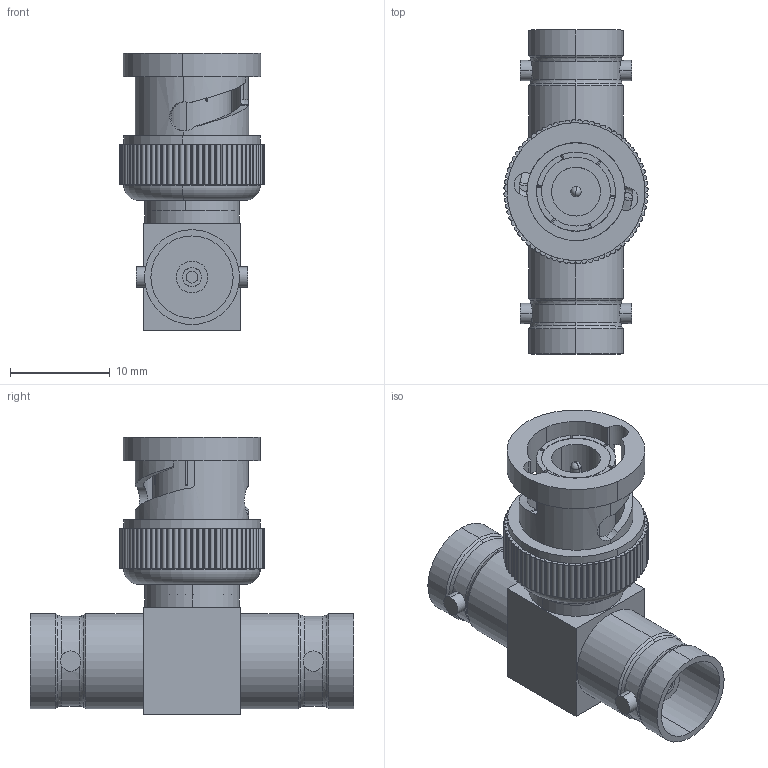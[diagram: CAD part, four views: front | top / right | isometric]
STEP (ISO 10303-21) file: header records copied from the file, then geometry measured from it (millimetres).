
FILE_DESCRIPTION (( 'STEP AP203' ), '1' );
FILE_NAME ('BA250.STEP', '2006-06-23T18:20:44', ( 'lcom' ), ( 'lcom' ), 'SwSTEP 2.0', 'SolidWorks 2006004', '' );
FILE_SCHEMA (( 'CONFIG_CONTROL_DESIGN' ));
Length unit declared in the file: inch
Products named in the file (3): BA250; 3AB03-002_with flange; BA250-MA1
Assembly tree (2 placements, depth 2):
  BA250
    3AB03-002_with flange
    BA250-MA1
Bounding box: 14.47 x 32.51 x 27.88 mm (x, y, z)
Volume: 3258.4 mm3; surface area: 4158.3 mm2
Topology: 2 solids, 2 shells, 421 faces, 1162 edges, 761 vertices
Faces by surface type: plane 197, cylinder 196, torus 10, bspline 8, cone 8, sphere 2
Entity records: 14953 total; most frequent: CARTESIAN_POINT 3797, ORIENTED_EDGE 2316, DIRECTION 2266, EDGE_CURVE 1158, AXIS2_PLACEMENT_3D 788, VERTEX_POINT 759, VECTOR 690, LINE 690
